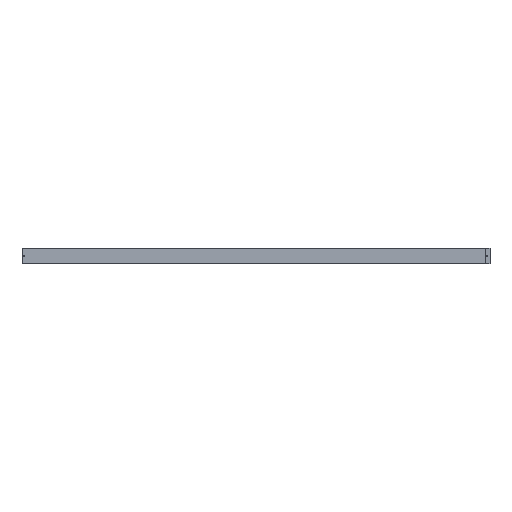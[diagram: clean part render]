
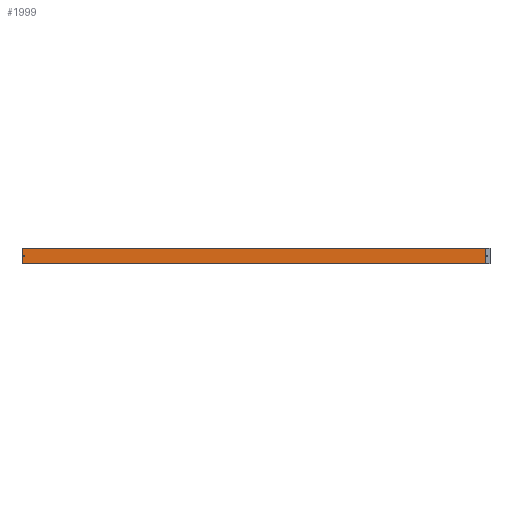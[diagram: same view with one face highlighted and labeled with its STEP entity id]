
A CAD part, front view. The second image highlights one B-rep face of the part: STEP entity #1999.
In plain terms, the highlighted planar face has unit normal (0, -1, 0).
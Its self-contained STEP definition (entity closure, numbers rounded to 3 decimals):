
#55 = EDGE_CURVE ( 'NONE', #1011, #140, #1423, .T. ) ;
#140 = VERTEX_POINT ( 'NONE', #1215 ) ;
#143 = ORIENTED_EDGE ( 'NONE', *, *, #1132, .F. ) ;
#177 = CARTESIAN_POINT ( 'NONE',  ( 0.98, 0., -50. ) ) ;
#219 = FACE_BOUND ( 'NONE', #962, .T. ) ;
#237 = CARTESIAN_POINT ( 'NONE',  ( -2962.5, 0., -3.5 ) ) ;
#349 = DIRECTION ( 'NONE',  ( -1., 0., 0. ) ) ;
#397 = CARTESIAN_POINT ( 'NONE',  ( -2970., 0., 50. ) ) ;
#410 = DIRECTION ( 'NONE',  ( 0., 0., -1. ) ) ;
#412 = EDGE_CURVE ( 'NONE', #1437, #957, #1287, .T. ) ;
#424 = DIRECTION ( 'NONE',  ( 0., 0., -1. ) ) ;
#465 = EDGE_CURVE ( 'NONE', #1102, #1011, #1907, .T. ) ;
#479 = ORIENTED_EDGE ( 'NONE', *, *, #412, .T. ) ;
#535 = VECTOR ( 'NONE', #1740, 1000. ) ;
#569 = PLANE ( 'NONE',  #967 ) ;
#577 = EDGE_CURVE ( 'NONE', #1965, #1200, #1223, .T. ) ;
#580 = ORIENTED_EDGE ( 'NONE', *, *, #964, .T. ) ;
#601 = CARTESIAN_POINT ( 'NONE',  ( -2952.5, 0., 3.5 ) ) ;
#620 = EDGE_CURVE ( 'NONE', #957, #1965, #1884, .T. ) ;
#623 = CARTESIAN_POINT ( 'NONE',  ( -2962.5, 0., 3.5 ) ) ;
#675 = ORIENTED_EDGE ( 'NONE', *, *, #55, .T. ) ;
#710 = VECTOR ( 'NONE', #1811, 1000. ) ;
#745 = CARTESIAN_POINT ( 'NONE',  ( -2952.5, 0., 3.5 ) ) ;
#812 = CARTESIAN_POINT ( 'NONE',  ( -2952.5, 0., -3.5 ) ) ;
#850 = CARTESIAN_POINT ( 'NONE',  ( -2962.5, 0., 3.5 ) ) ;
#896 = VECTOR ( 'NONE', #349, 1000. ) ;
#899 = LINE ( 'NONE', #1472, #896 ) ;
#909 = FACE_OUTER_BOUND ( 'NONE', #1344, .T. ) ;
#927 = CARTESIAN_POINT ( 'NONE',  ( 0.98, 0., 50. ) ) ;
#954 = ORIENTED_EDGE ( 'NONE', *, *, #465, .T. ) ;
#957 = VERTEX_POINT ( 'NONE', #1536 ) ;
#962 = EDGE_LOOP ( 'NONE', ( #479, #1308, #1363, #580 ) ) ;
#964 = EDGE_CURVE ( 'NONE', #1200, #1437, #1010, .T. ) ;
#967 = AXIS2_PLACEMENT_3D ( 'NONE', #397, #1980, #1061 ) ;
#987 = ORIENTED_EDGE ( 'NONE', *, *, #2029, .T. ) ;
#1006 = VECTOR ( 'NONE', #1697, 1000. ) ;
#1010 = LINE ( 'NONE', #745, #1006 ) ;
#1011 = VERTEX_POINT ( 'NONE', #927 ) ;
#1061 = DIRECTION ( 'NONE',  ( 0., 0., -1. ) ) ;
#1102 = VERTEX_POINT ( 'NONE', #177 ) ;
#1132 = EDGE_CURVE ( 'NONE', #1102, #1632, #899, .T. ) ;
#1200 = VERTEX_POINT ( 'NONE', #850 ) ;
#1215 = CARTESIAN_POINT ( 'NONE',  ( -2970., 0., 50. ) ) ;
#1223 = LINE ( 'NONE', #623, #535 ) ;
#1249 = VECTOR ( 'NONE', #2028, 1000. ) ;
#1287 = LINE ( 'NONE', #1403, #1296 ) ;
#1296 = VECTOR ( 'NONE', #424, 1000. ) ;
#1308 = ORIENTED_EDGE ( 'NONE', *, *, #620, .T. ) ;
#1344 = EDGE_LOOP ( 'NONE', ( #143, #954, #675, #987 ) ) ;
#1363 = ORIENTED_EDGE ( 'NONE', *, *, #577, .T. ) ;
#1403 = CARTESIAN_POINT ( 'NONE',  ( -2952.5, 0., 3.5 ) ) ;
#1423 = LINE ( 'NONE', #1568, #710 ) ;
#1437 = VERTEX_POINT ( 'NONE', #601 ) ;
#1444 = DIRECTION ( 'NONE',  ( -1., 0., 0. ) ) ;
#1472 = CARTESIAN_POINT ( 'NONE',  ( -0.01, 0., -50. ) ) ;
#1536 = CARTESIAN_POINT ( 'NONE',  ( -2952.5, 0., -3.5 ) ) ;
#1568 = CARTESIAN_POINT ( 'NONE',  ( -0.01, 0., 50. ) ) ;
#1576 = LINE ( 'NONE', #1843, #1814 ) ;
#1594 = CARTESIAN_POINT ( 'NONE',  ( -2970., 0., -50. ) ) ;
#1632 = VERTEX_POINT ( 'NONE', #1594 ) ;
#1697 = DIRECTION ( 'NONE',  ( 1., 0., 0. ) ) ;
#1740 = DIRECTION ( 'NONE',  ( 0., 0., 1. ) ) ;
#1811 = DIRECTION ( 'NONE',  ( -1., 0., 0. ) ) ;
#1814 = VECTOR ( 'NONE', #410, 1000. ) ;
#1843 = CARTESIAN_POINT ( 'NONE',  ( -2970., 0., 50. ) ) ;
#1855 = VECTOR ( 'NONE', #1444, 1000. ) ;
#1882 = CARTESIAN_POINT ( 'NONE',  ( 0.98, 0., -50. ) ) ;
#1884 = LINE ( 'NONE', #812, #1855 ) ;
#1907 = LINE ( 'NONE', #1882, #1249 ) ;
#1965 = VERTEX_POINT ( 'NONE', #237 ) ;
#1980 = DIRECTION ( 'NONE',  ( 0., -1., 0. ) ) ;
#1999 = ADVANCED_FACE ( 'NONE', ( #219, #909 ), #569, .T. ) ;
#2028 = DIRECTION ( 'NONE',  ( 0., 0., 1. ) ) ;
#2029 = EDGE_CURVE ( 'NONE', #140, #1632, #1576, .T. ) ;
